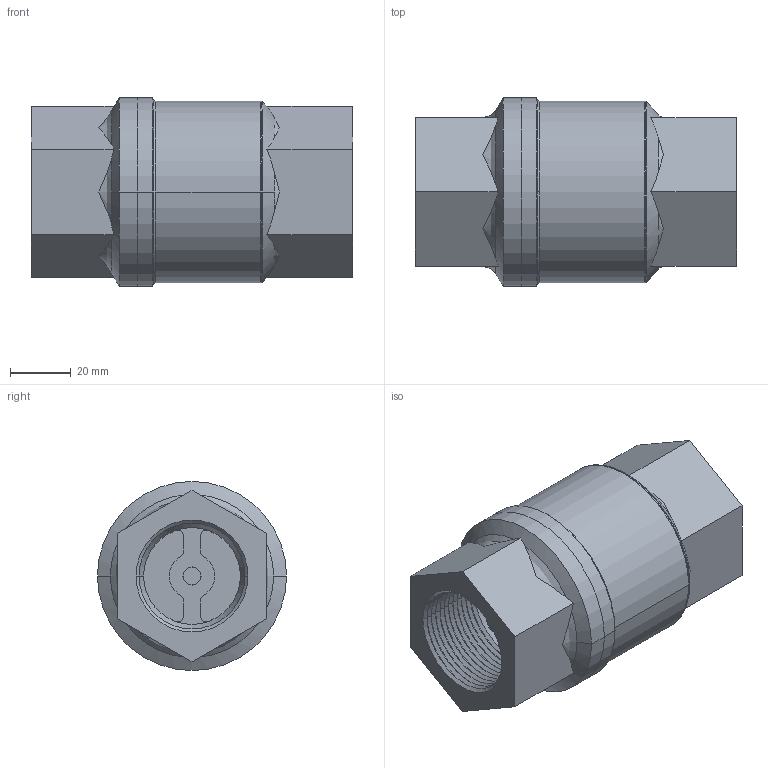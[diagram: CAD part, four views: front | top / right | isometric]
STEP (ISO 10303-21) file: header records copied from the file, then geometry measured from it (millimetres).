
FILE_DESCRIPTION((''),'2;1');
FILE_NAME('2023-DN32_ASM','2015-10-26T',('Administrator'),(''),'PRO/ENGINEER BY PARAMETRIC TECHNOLOGY CORPORATION, 2011080','PRO/ENGINEER BY PARAMETRIC TECHNOLOGY CORPORATION, 2011080','');
FILE_SCHEMA(('CONFIG_CONTROL_DESIGN'));
Length unit declared in the file: millimetre
Products named in the file (5): TMP_DWG-3DSOLID_352767; TMP_DWG-3DSOLID_352779; TMP_DWG-3DSOLID_367041; PRT0005; 2023-DN32_ASM
Assembly tree (4 placements, depth 2):
  2023-DN32_ASM
    TMP_DWG-3DSOLID_352767
    TMP_DWG-3DSOLID_352779
    TMP_DWG-3DSOLID_367041
    PRT0005
Bounding box: 106.2 x 62.5 x 62.5 mm (x, y, z)
Volume: 148680.5 mm3; surface area: 55141 mm2
Topology: 3 solids, 3 shells, 274 faces, 641 edges, 385 vertices
Faces by surface type: cone 150, cylinder 54, plane 42, torus 28
Entity records: 8115 total; most frequent: CARTESIAN_POINT 1537, DIRECTION 1498, ORIENTED_EDGE 1282, EDGE_CURVE 641, AXIS2_PLACEMENT_3D 622, VERTEX_POINT 385, CIRCLE 339, EDGE_LOOP 298
